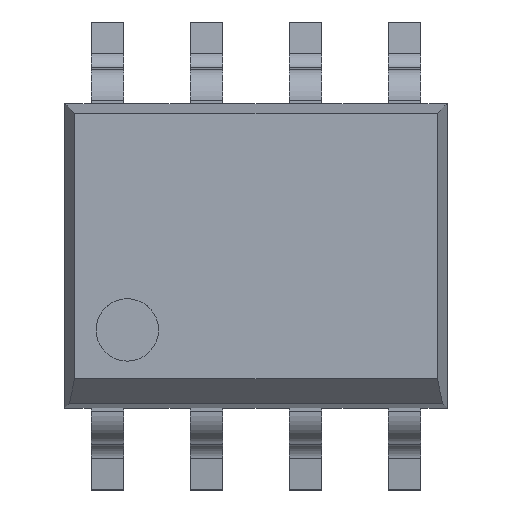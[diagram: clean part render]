
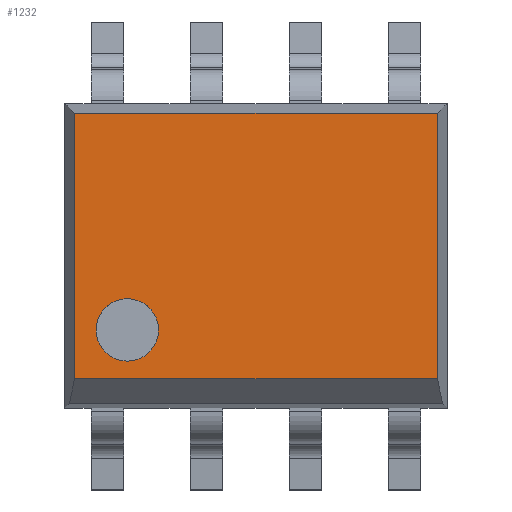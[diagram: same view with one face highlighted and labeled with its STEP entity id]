
A CAD part, top view. The second image highlights one B-rep face of the part: STEP entity #1232.
In plain terms, the highlighted planar face has unit normal (0, 0, 1).
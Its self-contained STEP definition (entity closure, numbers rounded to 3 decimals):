
#13 = ORIENTED_EDGE ( 'NONE', *, *, #5511, .F. ) ;
#123 = DIRECTION ( 'NONE',  ( 1., 0., 0. ) ) ;
#127 = VERTEX_POINT ( 'NONE', #3963 ) ;
#276 = AXIS2_PLACEMENT_3D ( 'NONE', #5306, #2669, #123 ) ;
#358 = ORIENTED_EDGE ( 'NONE', *, *, #4482, .T. ) ;
#439 = ORIENTED_EDGE ( 'NONE', *, *, #4883, .T. ) ;
#455 = VERTEX_POINT ( 'NONE', #3820 ) ;
#800 = VERTEX_POINT ( 'NONE', #1580 ) ;
#836 = DIRECTION ( 'NONE',  ( 0., 0., 1. ) ) ;
#1019 = FACE_OUTER_BOUND ( 'NONE', #3983, .T. ) ;
#1232 = ADVANCED_FACE ( 'NONE', ( #3138, #1019 ), #4124, .T. ) ;
#1251 = CIRCLE ( 'NONE', #2124, 0.4 ) ;
#1275 = VECTOR ( 'NONE', #1537, 1000. ) ;
#1473 = VERTEX_POINT ( 'NONE', #3023 ) ;
#1518 = VERTEX_POINT ( 'NONE', #2449 ) ;
#1537 = DIRECTION ( 'NONE',  ( -1., 0., 0. ) ) ;
#1580 = CARTESIAN_POINT ( 'NONE',  ( 0.125, -1.175, 0.588 ) ) ;
#1831 = CARTESIAN_POINT ( 'NONE',  ( 0., 0., 0.588 ) ) ;
#1921 = AXIS2_PLACEMENT_3D ( 'NONE', #1831, #2816, #3930 ) ;
#2124 = AXIS2_PLACEMENT_3D ( 'NONE', #3406, #836, #3833 ) ;
#2247 = LINE ( 'NONE', #5280, #4413 ) ;
#2449 = CARTESIAN_POINT ( 'NONE',  ( 4.775, -1.175, 0.588 ) ) ;
#2499 = ORIENTED_EDGE ( 'NONE', *, *, #4694, .T. ) ;
#2554 = DIRECTION ( 'NONE',  ( 1., 0., 0. ) ) ;
#2573 = ORIENTED_EDGE ( 'NONE', *, *, #5372, .F. ) ;
#2580 = CARTESIAN_POINT ( 'NONE',  ( 4.775, -4.575, 0.588 ) ) ;
#2615 = DIRECTION ( 'NONE',  ( 0., 1., 0. ) ) ;
#2669 = DIRECTION ( 'NONE',  ( 0., 0., 1. ) ) ;
#2816 = DIRECTION ( 'NONE',  ( 0., 0., 1. ) ) ;
#2953 = ORIENTED_EDGE ( 'NONE', *, *, #5416, .T. ) ;
#2983 = CARTESIAN_POINT ( 'NONE',  ( 0., -4.575, 0.588 ) ) ;
#3018 = EDGE_LOOP ( 'NONE', ( #13, #2573 ) ) ;
#3023 = CARTESIAN_POINT ( 'NONE',  ( 1.2, -3.95, 0.588 ) ) ;
#3138 = FACE_BOUND ( 'NONE', #3018, .T. ) ;
#3186 = VECTOR ( 'NONE', #2554, 1000. ) ;
#3406 = CARTESIAN_POINT ( 'NONE',  ( 0.8, -3.95, 0.588 ) ) ;
#3648 = CARTESIAN_POINT ( 'NONE',  ( 0., -1.175, 0.588 ) ) ;
#3820 = CARTESIAN_POINT ( 'NONE',  ( 0.4, -3.95, 0.588 ) ) ;
#3833 = DIRECTION ( 'NONE',  ( 1., 0., 0. ) ) ;
#3855 = CARTESIAN_POINT ( 'NONE',  ( 0.125, 0., 0.588 ) ) ;
#3930 = DIRECTION ( 'NONE',  ( 1., 0., 0. ) ) ;
#3963 = CARTESIAN_POINT ( 'NONE',  ( 0.125, -4.575, 0.588 ) ) ;
#3983 = EDGE_LOOP ( 'NONE', ( #2953, #2499, #439, #358 ) ) ;
#3991 = VECTOR ( 'NONE', #4743, 1000. ) ;
#4124 = PLANE ( 'NONE',  #1921 ) ;
#4219 = VERTEX_POINT ( 'NONE', #2580 ) ;
#4265 = CIRCLE ( 'NONE', #276, 0.4 ) ;
#4346 = LINE ( 'NONE', #2983, #3186 ) ;
#4413 = VECTOR ( 'NONE', #2615, 1000. ) ;
#4482 = EDGE_CURVE ( 'NONE', #1518, #800, #4704, .T. ) ;
#4694 = EDGE_CURVE ( 'NONE', #127, #4219, #4346, .T. ) ;
#4704 = LINE ( 'NONE', #3648, #1275 ) ;
#4743 = DIRECTION ( 'NONE',  ( 0., -1., 0. ) ) ;
#4883 = EDGE_CURVE ( 'NONE', #4219, #1518, #2247, .T. ) ;
#5169 = LINE ( 'NONE', #3855, #3991 ) ;
#5280 = CARTESIAN_POINT ( 'NONE',  ( 4.775, -1.05, 0.588 ) ) ;
#5306 = CARTESIAN_POINT ( 'NONE',  ( 0.8, -3.95, 0.588 ) ) ;
#5372 = EDGE_CURVE ( 'NONE', #455, #1473, #1251, .T. ) ;
#5416 = EDGE_CURVE ( 'NONE', #800, #127, #5169, .T. ) ;
#5511 = EDGE_CURVE ( 'NONE', #1473, #455, #4265, .T. ) ;
